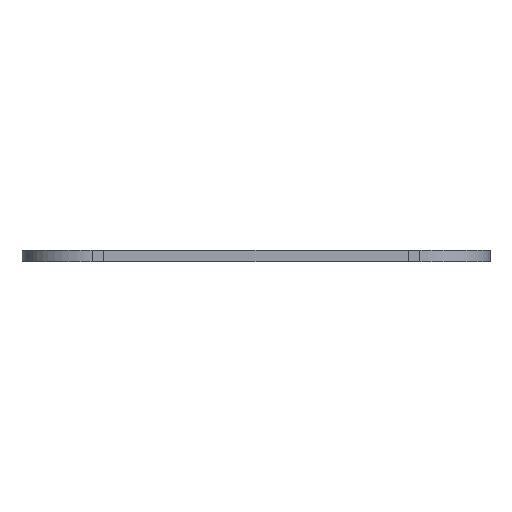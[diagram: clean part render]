
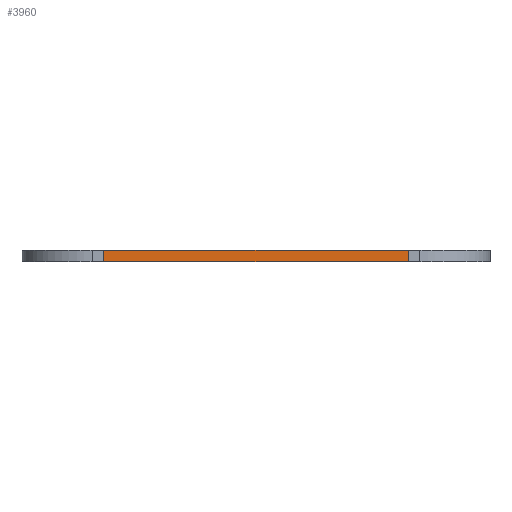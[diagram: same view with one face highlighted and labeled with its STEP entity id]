
A CAD part, front view. The second image highlights one B-rep face of the part: STEP entity #3960.
In plain terms, the highlighted planar face has unit normal (0, -1, 0).
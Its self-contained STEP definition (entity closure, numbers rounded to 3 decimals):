
#74 = DIRECTION ( 'NONE',  ( -1., 0., 0. ) ) ;
#413 = VECTOR ( 'NONE', #2674, 1000. ) ;
#683 = VECTOR ( 'NONE', #11802, 1000. ) ;
#766 = CARTESIAN_POINT ( 'NONE',  ( -65., -57., 5.001 ) ) ;
#1108 = CARTESIAN_POINT ( 'NONE',  ( -65., -57., 5.001 ) ) ;
#1178 = LINE ( 'NONE', #766, #413 ) ;
#2415 = EDGE_CURVE ( 'NONE', #6877, #9221, #10583, .T. ) ;
#2674 = DIRECTION ( 'NONE',  ( 0., 0., -1. ) ) ;
#3003 = AXIS2_PLACEMENT_3D ( 'NONE', #1108, #8226, #7259 ) ;
#3012 = PLANE ( 'NONE',  #3003 ) ;
#3960 = ADVANCED_FACE ( 'NONE', ( #8750 ), #3012, .T. ) ;
#4556 = LINE ( 'NONE', #9462, #7523 ) ;
#4663 = ORIENTED_EDGE ( 'NONE', *, *, #2415, .T. ) ;
#5114 = EDGE_CURVE ( 'NONE', #6244, #6293, #4556, .T. ) ;
#5285 = CARTESIAN_POINT ( 'NONE',  ( -65., -57., 5. ) ) ;
#5568 = CARTESIAN_POINT ( 'NONE',  ( -65., -57., 5. ) ) ;
#5599 = LINE ( 'NONE', #8405, #7825 ) ;
#6226 = ORIENTED_EDGE ( 'NONE', *, *, #7791, .F. ) ;
#6244 = VERTEX_POINT ( 'NONE', #11318 ) ;
#6293 = VERTEX_POINT ( 'NONE', #8434 ) ;
#6402 = CARTESIAN_POINT ( 'NONE',  ( 65., -57., 5. ) ) ;
#6877 = VERTEX_POINT ( 'NONE', #6402 ) ;
#7259 = DIRECTION ( 'NONE',  ( 0., 0., -1. ) ) ;
#7523 = VECTOR ( 'NONE', #74, 1000. ) ;
#7791 = EDGE_CURVE ( 'NONE', #6877, #6244, #5599, .T. ) ;
#7825 = VECTOR ( 'NONE', #10238, 1000. ) ;
#8226 = DIRECTION ( 'NONE',  ( 0., -1., 0. ) ) ;
#8405 = CARTESIAN_POINT ( 'NONE',  ( 65., -57., 5.001 ) ) ;
#8434 = CARTESIAN_POINT ( 'NONE',  ( -65., -57., 0. ) ) ;
#8591 = EDGE_LOOP ( 'NONE', ( #4663, #10368, #9119, #6226 ) ) ;
#8750 = FACE_OUTER_BOUND ( 'NONE', #8591, .T. ) ;
#9119 = ORIENTED_EDGE ( 'NONE', *, *, #5114, .F. ) ;
#9221 = VERTEX_POINT ( 'NONE', #5568 ) ;
#9462 = CARTESIAN_POINT ( 'NONE',  ( -65., -57., 0. ) ) ;
#9872 = EDGE_CURVE ( 'NONE', #9221, #6293, #1178, .T. ) ;
#10238 = DIRECTION ( 'NONE',  ( 0., 0., -1. ) ) ;
#10368 = ORIENTED_EDGE ( 'NONE', *, *, #9872, .T. ) ;
#10583 = LINE ( 'NONE', #5285, #683 ) ;
#11318 = CARTESIAN_POINT ( 'NONE',  ( 65., -57., 0. ) ) ;
#11802 = DIRECTION ( 'NONE',  ( -1., 0., 0. ) ) ;
